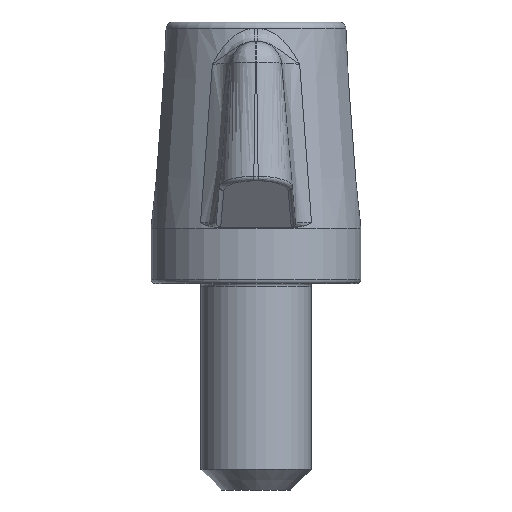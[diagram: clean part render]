
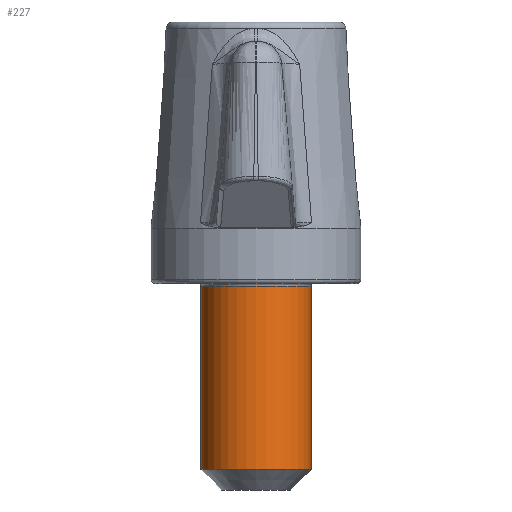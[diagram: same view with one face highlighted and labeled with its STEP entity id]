
A CAD part, left-side view. The second image highlights one B-rep face of the part: STEP entity #227.
In plain terms, the highlighted cylindrical face has radius 4 mm (diameter 8 mm), a full revolution.
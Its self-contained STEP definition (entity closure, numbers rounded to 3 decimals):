
#227 = ADVANCED_FACE( '', ( #463, #464 ), #465, .T. );
#463 = FACE_OUTER_BOUND( '', #6519, .T. );
#464 = FACE_OUTER_BOUND( '', #6520, .T. );
#465 = CYLINDRICAL_SURFACE( '', #6521, 4. );
#6519 = EDGE_LOOP( '', ( #8213 ) );
#6520 = EDGE_LOOP( '', ( #8214 ) );
#6521 = AXIS2_PLACEMENT_3D( '', #8215, #8216, #8217 );
#8213 = ORIENTED_EDGE( '', *, *, #8264, .T. );
#8214 = ORIENTED_EDGE( '', *, *, #8380, .T. );
#8215 = CARTESIAN_POINT( '', ( 0., 0., -57. ) );
#8216 = DIRECTION( '', ( 0., 0., -1. ) );
#8217 = DIRECTION( '', ( 1., 0., 0. ) );
#8264 = EDGE_CURVE( '', #8501, #8501, #8502, .F. );
#8380 = EDGE_CURVE( '', #8670, #8670, #8671, .T. );
#8501 = VERTEX_POINT( '', #9186 );
#8502 = CIRCLE( '', #9187, 4. );
#8670 = VERTEX_POINT( '', #10083 );
#8671 = CIRCLE( '', #10084, 4. );
#9186 = CARTESIAN_POINT( '', ( 4., 0., -0.183 ) );
#9187 = AXIS2_PLACEMENT_3D( '', #10559, #10560, #10561 );
#10083 = CARTESIAN_POINT( '', ( 4., 0., -13.5 ) );
#10084 = AXIS2_PLACEMENT_3D( '', #10686, #10687, #10688 );
#10559 = CARTESIAN_POINT( '', ( 0., 0., -0.183 ) );
#10560 = DIRECTION( '', ( 0., 0., 1. ) );
#10561 = DIRECTION( '', ( 1., 0., 0. ) );
#10686 = CARTESIAN_POINT( '', ( 0., 0., -13.5 ) );
#10687 = DIRECTION( '', ( 0., 0., 1. ) );
#10688 = DIRECTION( '', ( 1., 0., 0. ) );
